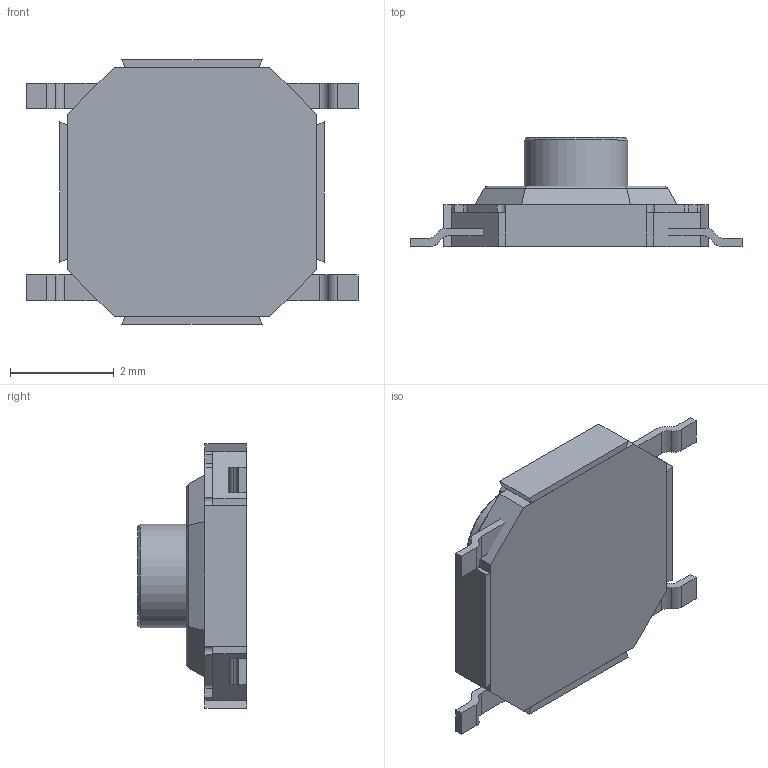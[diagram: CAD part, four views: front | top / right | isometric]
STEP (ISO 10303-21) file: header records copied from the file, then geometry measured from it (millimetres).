
FILE_DESCRIPTION(/* description */ ('STEP AP242','CAx-IF Rec.Pracs.---Representation and Presentation of Product Manufacturing Information (PMI)---4.0---2014-10-13','CAx-IF Rec.Pracs.---3D Tessellated Geometry---0.4---2014-09-14','2;1'),/* implementation_level */ '2;1');
FILE_NAME(/* name */ '66beca442179303590ea0963',/* time_stamp */ '2024-08-16T03:40:52Z',/* author */ (''),/* organization */ (''),/* preprocessor_version */ 'ST-DEVELOPER v20',/* originating_system */ ' ',/* authorisation */ ' ');
FILE_SCHEMA (('AP242_MANAGED_MODEL_BASED_3D_ENGINEERING_MIM_LF { 1 0 10303 442 1 1 4 }'));
Length unit declared in the file: metre
Products named in the file (7): 59EABDD3-378C-4408-8BAB-872EA4CE998E
Bounding box: 6.4 x 2.1 x 5.1 mm (x, y, z)
Volume: 25.9 mm3; surface area: 142.3 mm2
Topology: 7 solids, 7 shells, 132 faces, 331 edges, 215 vertices
Faces by surface type: plane 96, cylinder 34, cone 1, torus 1
Full cylindrical faces by diameter (mm): 2 x1, 2.1 x1
Entity records: 4373 total; most frequent: CARTESIAN_POINT 679, DIRECTION 666, ORIENTED_EDGE 652, EDGE_CURVE 326, LINE 264, VECTOR 264, VERTEX_POINT 214, AXIS2_PLACEMENT_3D 201
